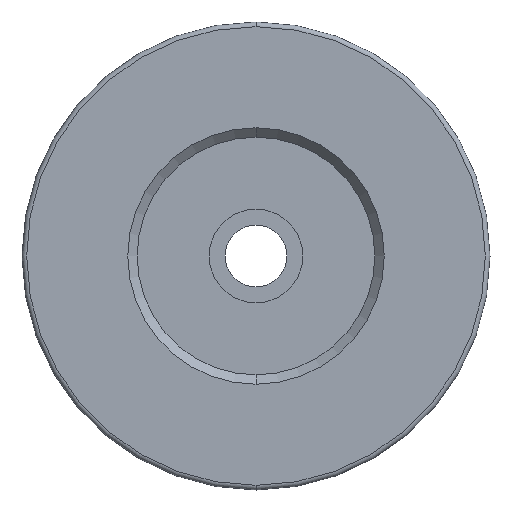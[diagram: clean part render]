
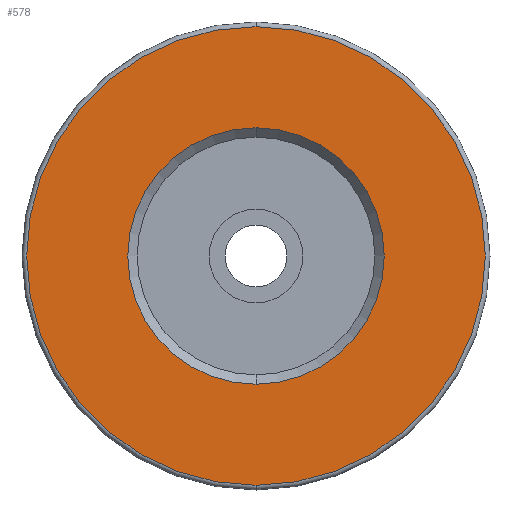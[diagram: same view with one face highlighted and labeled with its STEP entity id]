
A CAD part, front view. The second image highlights one B-rep face of the part: STEP entity #578.
In plain terms, the highlighted planar face has unit normal (0, -1, 0).
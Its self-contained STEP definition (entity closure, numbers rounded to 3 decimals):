
#17 = DIRECTION ( 'NONE',  ( 0., 0., 1. ) ) ;
#31 = EDGE_CURVE ( 'NONE', #296, #424, #187, .T. ) ;
#39 = CARTESIAN_POINT ( 'NONE',  ( -22.505, -4.852, 56.85 ) ) ;
#40 = EDGE_CURVE ( 'NONE', #120, #565, #305, .T. ) ;
#53 = DIRECTION ( 'NONE',  ( 0., 0., 1. ) ) ;
#54 = CIRCLE ( 'NONE', #178, 12.25 ) ;
#88 = DIRECTION ( 'NONE',  ( 0., 0., 1. ) ) ;
#113 = CARTESIAN_POINT ( 'NONE',  ( -22.505, -4.852, 50. ) ) ;
#120 = VERTEX_POINT ( 'NONE', #39 ) ;
#126 = DIRECTION ( 'NONE',  ( 0., 0., 1. ) ) ;
#130 = CARTESIAN_POINT ( 'NONE',  ( -22.505, -4.852, 62.25 ) ) ;
#144 = FACE_OUTER_BOUND ( 'NONE', #158, .T. ) ;
#158 = EDGE_LOOP ( 'NONE', ( #377, #568 ) ) ;
#178 = AXIS2_PLACEMENT_3D ( 'NONE', #547, #320, #183 ) ;
#182 = CARTESIAN_POINT ( 'NONE',  ( -22.505, -4.852, 50. ) ) ;
#183 = DIRECTION ( 'NONE',  ( 0., 0., 1. ) ) ;
#187 = CIRCLE ( 'NONE', #286, 12.25 ) ;
#189 = CARTESIAN_POINT ( 'NONE',  ( -22.505, -4.852, 37.75 ) ) ;
#200 = CIRCLE ( 'NONE', #277, 6.85 ) ;
#267 = CARTESIAN_POINT ( 'NONE',  ( -22.505, -4.852, 50. ) ) ;
#270 = EDGE_LOOP ( 'NONE', ( #379, #464 ) ) ;
#277 = AXIS2_PLACEMENT_3D ( 'NONE', #182, #410, #53 ) ;
#278 = PLANE ( 'NONE',  #421 ) ;
#286 = AXIS2_PLACEMENT_3D ( 'NONE', #267, #316, #126 ) ;
#296 = VERTEX_POINT ( 'NONE', #130 ) ;
#305 = CIRCLE ( 'NONE', #396, 6.85 ) ;
#316 = DIRECTION ( 'NONE',  ( 0., -1., 0. ) ) ;
#320 = DIRECTION ( 'NONE',  ( 0., -1., 0. ) ) ;
#324 = FACE_BOUND ( 'NONE', #270, .T. ) ;
#326 = EDGE_CURVE ( 'NONE', #565, #120, #200, .T. ) ;
#362 = DIRECTION ( 'NONE',  ( 0., 1., 0. ) ) ;
#377 = ORIENTED_EDGE ( 'NONE', *, *, #31, .T. ) ;
#379 = ORIENTED_EDGE ( 'NONE', *, *, #326, .T. ) ;
#396 = AXIS2_PLACEMENT_3D ( 'NONE', #452, #362, #88 ) ;
#410 = DIRECTION ( 'NONE',  ( 0., 1., 0. ) ) ;
#421 = AXIS2_PLACEMENT_3D ( 'NONE', #113, #462, #17 ) ;
#424 = VERTEX_POINT ( 'NONE', #189 ) ;
#452 = CARTESIAN_POINT ( 'NONE',  ( -22.505, -4.852, 50. ) ) ;
#461 = CARTESIAN_POINT ( 'NONE',  ( -22.505, -4.852, 43.15 ) ) ;
#462 = DIRECTION ( 'NONE',  ( 0., 1., 0. ) ) ;
#464 = ORIENTED_EDGE ( 'NONE', *, *, #40, .T. ) ;
#488 = EDGE_CURVE ( 'NONE', #424, #296, #54, .T. ) ;
#547 = CARTESIAN_POINT ( 'NONE',  ( -22.505, -4.852, 50. ) ) ;
#565 = VERTEX_POINT ( 'NONE', #461 ) ;
#568 = ORIENTED_EDGE ( 'NONE', *, *, #488, .T. ) ;
#578 = ADVANCED_FACE ( 'NONE', ( #144, #324 ), #278, .F. ) ;
